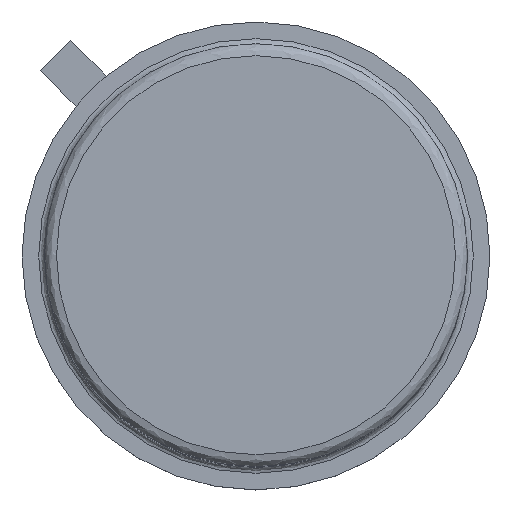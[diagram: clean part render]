
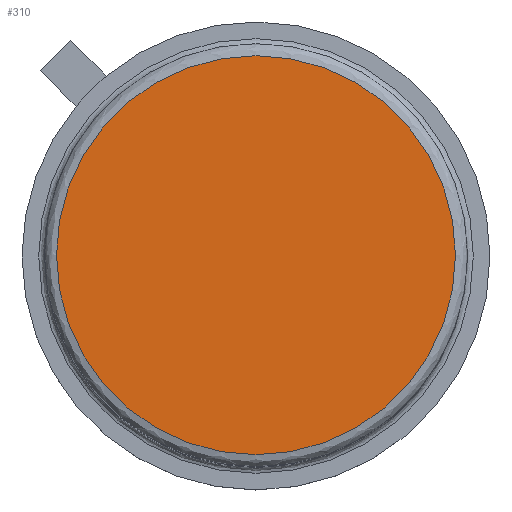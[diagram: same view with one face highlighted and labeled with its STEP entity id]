
A CAD part, top view. The second image highlights one B-rep face of the part: STEP entity #310.
In plain terms, the highlighted planar face has unit normal (0, 0, 1).
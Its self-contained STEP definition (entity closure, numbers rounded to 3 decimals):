
#62=DIRECTION('',(0.,0.,1.));
#294=ORIENTED_EDGE('',*,*,#295,.T.);
#295=EDGE_CURVE('',#296,#296,#298,.T.);
#296=VERTEX_POINT('',#297);
#297=CARTESIAN_POINT('',(-1.467,0.,14.4));
#298=CIRCLE('',#299,4.007);
#299=AXIS2_PLACEMENT_3D('',#300,#301,#302);
#300=CARTESIAN_POINT('',(2.54,0.,14.4));
#301=DIRECTION('',(0.,0.,1.));
#302=DIRECTION('',(-1.,0.,0.));
#310=ADVANCED_FACE('',(#311),#313,.T.);
#311=FACE_BOUND('',#312,.T.);
#312=EDGE_LOOP('',(#294));
#313=PLANE('',#314);
#314=AXIS2_PLACEMENT_3D('',#300,#62,#302);
